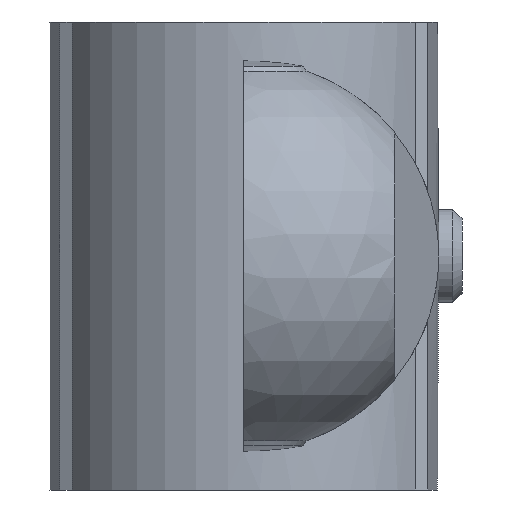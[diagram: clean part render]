
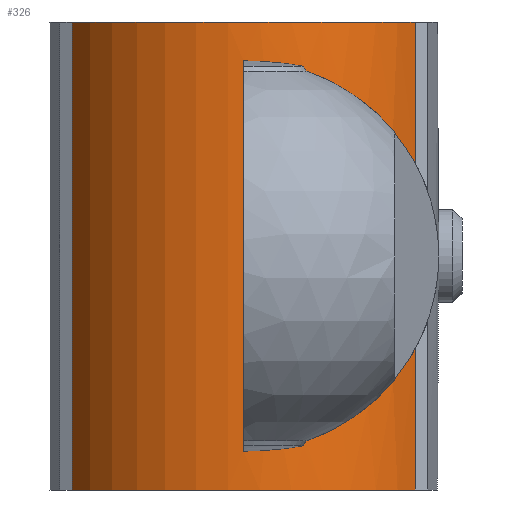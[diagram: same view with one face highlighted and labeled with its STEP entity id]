
A CAD part, left-side view. The second image highlights one B-rep face of the part: STEP entity #326.
In plain terms, the highlighted cylindrical face has radius 12.5 mm (diameter 25 mm), a partial arc.
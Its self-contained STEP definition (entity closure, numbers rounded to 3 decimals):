
#326 = ADVANCED_FACE( '', ( #692 ), #693, .T. );
#692 = FACE_OUTER_BOUND( '', #1089, .T. );
#693 = CYLINDRICAL_SURFACE( '', #1090, 12.5 );
#1089 = EDGE_LOOP( '', ( #1952, #1953, #1954, #1955, #1956, #1957, #1958, #1959, #1960, #1961, #1962, #1963 ) );
#1090 = AXIS2_PLACEMENT_3D( '', #1964, #1965, #1966 );
#1952 = ORIENTED_EDGE( '', *, *, #2453, .T. );
#1953 = ORIENTED_EDGE( '', *, *, #2488, .T. );
#1954 = ORIENTED_EDGE( '', *, *, #2514, .F. );
#1955 = ORIENTED_EDGE( '', *, *, #2413, .F. );
#1956 = ORIENTED_EDGE( '', *, *, #2556, .T. );
#1957 = ORIENTED_EDGE( '', *, *, #2261, .T. );
#1958 = ORIENTED_EDGE( '', *, *, #2366, .F. );
#1959 = ORIENTED_EDGE( '', *, *, #2484, .T. );
#1960 = ORIENTED_EDGE( '', *, *, #2557, .T. );
#1961 = ORIENTED_EDGE( '', *, *, #2472, .T. );
#1962 = ORIENTED_EDGE( '', *, *, #2558, .T. );
#1963 = ORIENTED_EDGE( '', *, *, #2445, .T. );
#1964 = CARTESIAN_POINT( '', ( 0., 0., 15. ) );
#1965 = DIRECTION( '', ( 0., 0., 1. ) );
#1966 = DIRECTION( '', ( -1., 0., 0. ) );
#2261 = EDGE_CURVE( '', #2690, #2688, #2691, .T. );
#2366 = EDGE_CURVE( '', #2856, #2688, #2858, .T. );
#2413 = EDGE_CURVE( '', #2926, #2928, #2929, .T. );
#2445 = EDGE_CURVE( '', #2979, #2977, #2980, .T. );
#2453 = EDGE_CURVE( '', #2977, #2988, #2990, .T. );
#2472 = EDGE_CURVE( '', #3017, #3015, #3018, .T. );
#2484 = EDGE_CURVE( '', #2856, #3034, #3036, .T. );
#2488 = EDGE_CURVE( '', #2988, #3041, #3043, .F. );
#2514 = EDGE_CURVE( '', #2928, #3041, #3075, .T. );
#2556 = EDGE_CURVE( '', #2926, #2690, #3128, .T. );
#2557 = EDGE_CURVE( '', #3034, #3017, #3129, .T. );
#2558 = EDGE_CURVE( '', #3015, #2979, #3130, .F. );
#2688 = VERTEX_POINT( '', #3299 );
#2690 = VERTEX_POINT( '', #3302 );
#2691 = CIRCLE( '', #3303, 12.5 );
#2856 = VERTEX_POINT( '', #3542 );
#2858 = LINE( '', #3544, #3545 );
#2926 = VERTEX_POINT( '', #3653 );
#2928 = VERTEX_POINT( '', #3656 );
#2929 = CIRCLE( '', #3657, 12.5 );
#2977 = VERTEX_POINT( '', #3721 );
#2979 = VERTEX_POINT( '', #3724 );
#2980 = B_SPLINE_CURVE_WITH_KNOTS( '', 3, ( #3725, #3726, #3727, #3728 ), .UNSPECIFIED., .F., .F., ( 4, 4 ), ( 0., 0.004 ), .UNSPECIFIED. );
#2988 = VERTEX_POINT( '', #3740 );
#2990 = ELLIPSE( '', #3743, 25., 12.5 );
#3015 = VERTEX_POINT( '', #3780 );
#3017 = VERTEX_POINT( '', #3783 );
#3018 = B_SPLINE_CURVE_WITH_KNOTS( '', 3, ( #3784, #3785, #3786, #3787 ), .UNSPECIFIED., .F., .F., ( 4, 4 ), ( 0., 0.004 ), .UNSPECIFIED. );
#3034 = VERTEX_POINT( '', #3806 );
#3036 = ELLIPSE( '', #3809, 17.678, 12.5 );
#3041 = VERTEX_POINT( '', #3832 );
#3043 = ELLIPSE( '', #3834, 17.678, 12.5 );
#3075 = LINE( '', #3881, #3882 );
#3128 = LINE( '', #3957, #3958 );
#3129 = ELLIPSE( '', #3959, 25., 12.5 );
#3130 = LINE( '', #3960, #3961 );
#3299 = CARTESIAN_POINT( '', ( -5.95, -10.993, -15. ) );
#3302 = CARTESIAN_POINT( '', ( -5.95, 10.993, -15. ) );
#3303 = AXIS2_PLACEMENT_3D( '', #4071, #4072, #4073 );
#3542 = CARTESIAN_POINT( '', ( -5.95, -10.993, -5.95 ) );
#3544 = CARTESIAN_POINT( '', ( -5.95, -10.993, 15. ) );
#3545 = VECTOR( '', #4200, 1000. );
#3653 = CARTESIAN_POINT( '', ( -5.95, 10.993, 15. ) );
#3656 = CARTESIAN_POINT( '', ( -5.95, -10.993, 15. ) );
#3657 = AXIS2_PLACEMENT_3D( '', #4244, #4245, #4246 );
#3721 = CARTESIAN_POINT( '', ( -11.906, -3.809, 12.16 ) );
#3724 = CARTESIAN_POINT( '', ( -12.5, 0.01, 12.5 ) );
#3725 = CARTESIAN_POINT( '', ( -12.5, 0.01, 12.5 ) );
#3726 = CARTESIAN_POINT( '', ( -12.501, -1.304, 12.501 ) );
#3727 = CARTESIAN_POINT( '', ( -12.3, -2.576, 12.382 ) );
#3728 = CARTESIAN_POINT( '', ( -11.906, -3.809, 12.16 ) );
#3740 = CARTESIAN_POINT( '', ( -11.846, -3.99, 11.846 ) );
#3743 = AXIS2_PLACEMENT_3D( '', #4290, #4291, #4292 );
#3780 = CARTESIAN_POINT( '', ( -12.5, 0.01, -12.5 ) );
#3783 = CARTESIAN_POINT( '', ( -11.906, -3.809, -12.16 ) );
#3784 = CARTESIAN_POINT( '', ( -11.906, -3.809, -12.16 ) );
#3785 = CARTESIAN_POINT( '', ( -12.3, -2.576, -12.382 ) );
#3786 = CARTESIAN_POINT( '', ( -12.501, -1.304, -12.501 ) );
#3787 = CARTESIAN_POINT( '', ( -12.5, 0.01, -12.5 ) );
#3806 = CARTESIAN_POINT( '', ( -11.846, -3.99, -11.846 ) );
#3809 = AXIS2_PLACEMENT_3D( '', #4325, #4326, #4327 );
#3832 = CARTESIAN_POINT( '', ( -5.95, -10.993, 5.95 ) );
#3834 = AXIS2_PLACEMENT_3D( '', #4331, #4332, #4333 );
#3881 = CARTESIAN_POINT( '', ( -5.95, -10.993, 15. ) );
#3882 = VECTOR( '', #4356, 1000. );
#3957 = CARTESIAN_POINT( '', ( -5.95, 10.993, 15. ) );
#3958 = VECTOR( '', #4394, 1000. );
#3959 = AXIS2_PLACEMENT_3D( '', #4395, #4396, #4397 );
#3960 = CARTESIAN_POINT( '', ( -12.5, 0.01, 15. ) );
#3961 = VECTOR( '', #4398, 1000. );
#4071 = CARTESIAN_POINT( '', ( 0., 0., -15. ) );
#4072 = DIRECTION( '', ( 0., 0., 1. ) );
#4073 = DIRECTION( '', ( 1., 0., 0. ) );
#4200 = DIRECTION( '', ( 0., 0., -1. ) );
#4244 = CARTESIAN_POINT( '', ( 0., 0., 15. ) );
#4245 = DIRECTION( '', ( 0., 0., 1. ) );
#4246 = DIRECTION( '', ( 1., 0., 0. ) );
#4290 = CARTESIAN_POINT( '', ( 0., 0., 18.757 ) );
#4291 = DIRECTION( '', ( 0., -0.866, 0.5 ) );
#4292 = DIRECTION( '', ( 0., -0.5, -0.866 ) );
#4325 = CARTESIAN_POINT( '', ( 0., 0., 0. ) );
#4326 = DIRECTION( '', ( 0.707, 0., -0.707 ) );
#4327 = DIRECTION( '', ( -0.707, 0., -0.707 ) );
#4331 = CARTESIAN_POINT( '', ( 0., 0., 0. ) );
#4332 = DIRECTION( '', ( -0.707, 0., -0.707 ) );
#4333 = DIRECTION( '', ( 0.707, 0., -0.707 ) );
#4356 = DIRECTION( '', ( 0., 0., -1. ) );
#4394 = DIRECTION( '', ( 0., 0., -1. ) );
#4395 = CARTESIAN_POINT( '', ( 0., 0., -18.757 ) );
#4396 = DIRECTION( '', ( 0., -0.866, -0.5 ) );
#4397 = DIRECTION( '', ( 0., 0.5, -0.866 ) );
#4398 = DIRECTION( '', ( 0., 0., -1. ) );
